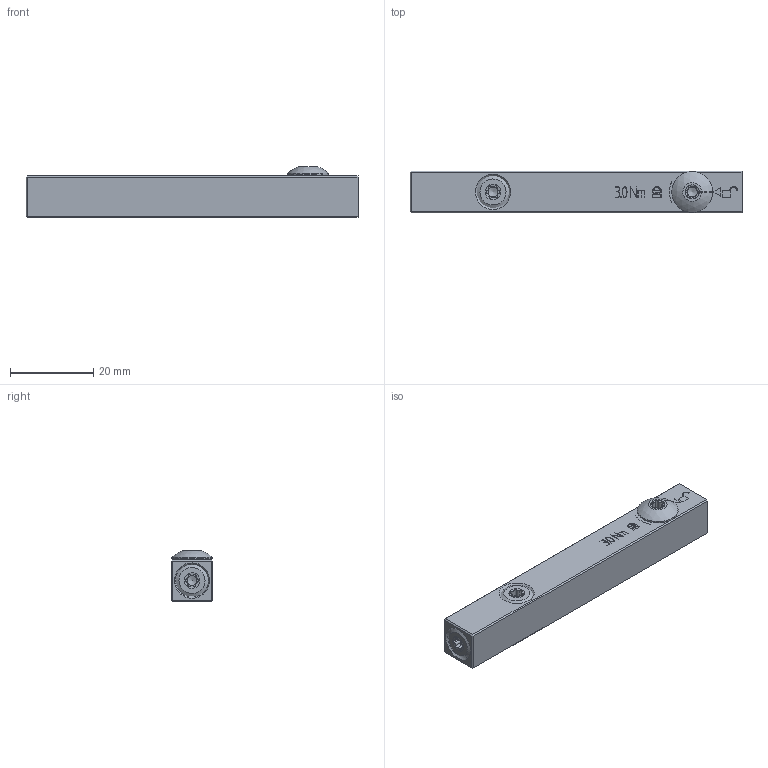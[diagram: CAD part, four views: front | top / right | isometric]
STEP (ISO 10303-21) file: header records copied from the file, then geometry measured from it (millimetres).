
FILE_DESCRIPTION (( 'STEP AP214' ), '1' );
FILE_NAME ('V10.LW2.K01.080.STEP', '2025-08-06T10:52:02', ( '' ), ( '' ), 'SwSTEP 2.0', 'SolidWorks 2022', '' );
FILE_SCHEMA (( 'AUTOMOTIVE_DESIGN' ));
Length unit declared in the file: millimetre
Products named in the file (6): DIN 3771 - 5x1; LWX-ER1.008.004_A; LW2-ER1.010.012_C_Standard<Wie bearbeitet>; V10-LW2.K01.080_C; V10.LW2.K01.080; LW2-ER1.010.012
Assembly tree (7 placements, depth 3):
  V10.LW2.K01.080
    V10-LW2.K01.080_C
    LW2-ER1.010.012
      LW2-ER1.010.012_C_Standard<Wie bearbeitet>
      DIN 3771 - 5x1  x2
    LWX-ER1.008.004_A  x2
Bounding box: 80 x 10 x 12.2 mm (x, y, z)
Volume: 6395.9 mm3; surface area: 5726.5 mm2
Topology: 6 solids, 6 shells, 197 faces, 581 edges, 416 vertices
Faces by surface type: plane 91, cylinder 71, cone 20, torus 6, bspline 5, sphere 4
Full cylindrical faces by diameter (mm): 1 x1, 2.4 x3, 4.6 x2, 5 x1, 5.7 x2, 7 x2, 7.475 x1, 7.5 x5, 8 x2, 9.8 x1
Entity records: 7631 total; most frequent: CARTESIAN_POINT 2610, ORIENTED_EDGE 928, DIRECTION 838, EDGE_CURVE 464, VERTEX_POINT 361, AXIS2_PLACEMENT_3D 318, EDGE_LOOP 237, VECTOR 202
